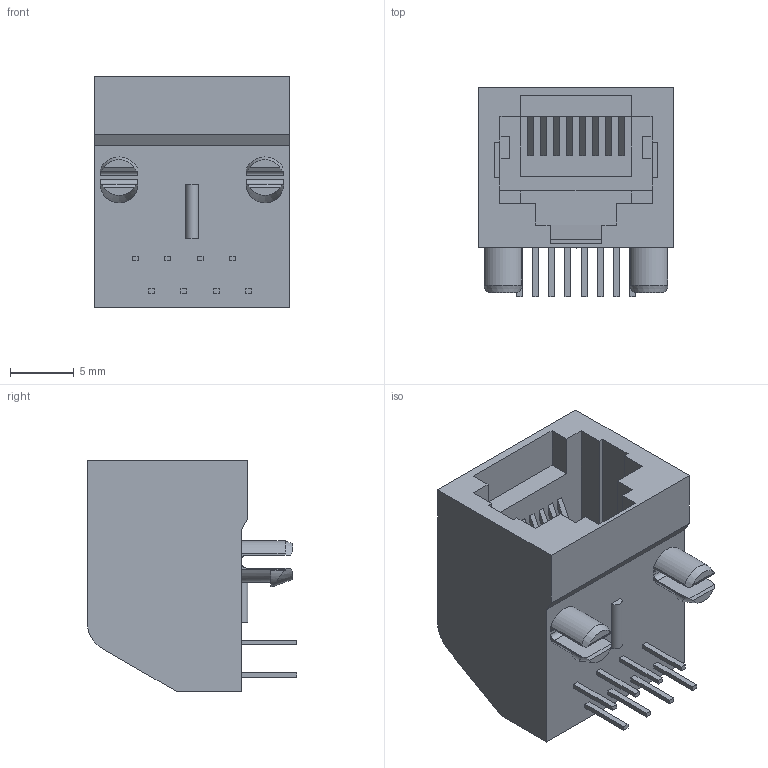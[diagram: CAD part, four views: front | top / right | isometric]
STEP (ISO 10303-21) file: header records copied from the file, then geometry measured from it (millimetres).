
FILE_DESCRIPTION((''),'2;1');
FILE_NAME('C-5555164-1','2011-07-07T',('workeradm'),(''),'PRO/ENGINEER BY PARAMETRIC TECHNOLOGY CORPORATION, 2010430','PRO/ENGINEER BY PARAMETRIC TECHNOLOGY CORPORATION, 2010430','');
FILE_SCHEMA(('AUTOMOTIVE_DESIGN { 1 0 10303 214 1 1 1 1 }'));
Length unit declared in the file: millimetre
Products named in the file (1): C-5555164-1
Bounding box: 15.32 x 16.38 x 18.16 mm (x, y, z)
Volume: 2016 mm3; surface area: 2134 mm2
Topology: 1 solids, 1 shells, 173 faces, 469 edges, 312 vertices
Faces by surface type: plane 157, cylinder 12, cone 4
Entity records: 5618 total; most frequent: CARTESIAN_POINT 1054, ORIENTED_EDGE 938, DIRECTION 819, EDGE_CURVE 469, VECTOR 413, LINE 413, VERTEX_POINT 312, AXIS2_PLACEMENT_3D 203
